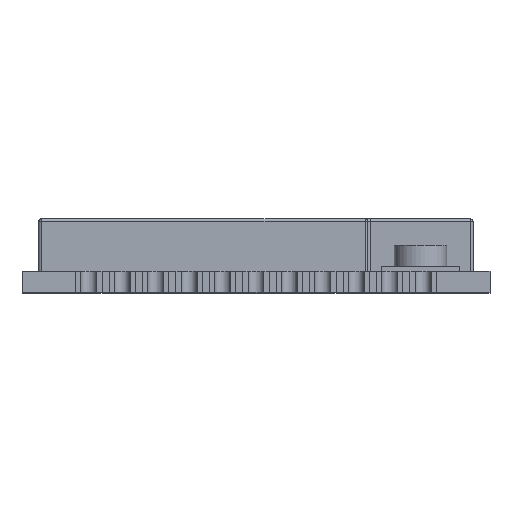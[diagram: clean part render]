
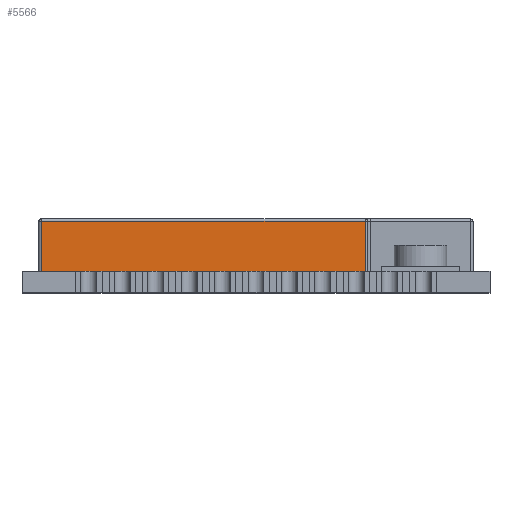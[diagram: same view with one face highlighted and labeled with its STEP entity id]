
A CAD part, top view. The second image highlights one B-rep face of the part: STEP entity #5566.
In plain terms, the highlighted planar face has unit normal (0, 0, 1).
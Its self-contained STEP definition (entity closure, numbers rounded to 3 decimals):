
#344=FACE_OUTER_BOUND('',#674,.T.);
#674=EDGE_LOOP('',(#4265,#4266,#4267,#4268));
#1163=LINE('',#8354,#1860);
#1168=LINE('',#8374,#1865);
#1188=LINE('',#8446,#1885);
#1198=LINE('',#8463,#1895);
#1860=VECTOR('',#6728,10.);
#1865=VECTOR('',#6749,10.);
#1885=VECTOR('',#6831,10.);
#1895=VECTOR('',#6853,10.);
#2470=VERTEX_POINT('',#8347);
#2472=VERTEX_POINT('',#8352);
#2475=VERTEX_POINT('',#8363);
#2478=VERTEX_POINT('',#8370);
#3084=EDGE_CURVE('',#2472,#2470,#1163,.T.);
#3094=EDGE_CURVE('',#2475,#2478,#1168,.T.);
#3131=EDGE_CURVE('',#2470,#2475,#1188,.T.);
#3141=EDGE_CURVE('',#2478,#2472,#1198,.T.);
#4265=ORIENTED_EDGE('',*,*,#3084,.F.);
#4266=ORIENTED_EDGE('',*,*,#3141,.F.);
#4267=ORIENTED_EDGE('',*,*,#3094,.F.);
#4268=ORIENTED_EDGE('',*,*,#3131,.F.);
#5266=PLANE('',#5969);
#5566=ADVANCED_FACE('',(#344),#5266,.T.);
#5969=AXIS2_PLACEMENT_3D('',#8467,#6859,#6860);
#6728=DIRECTION('',(0.,1.,0.));
#6749=DIRECTION('',(0.,-1.,0.));
#6831=DIRECTION('',(1.,0.,0.));
#6853=DIRECTION('',(-1.,0.,0.));
#6859=DIRECTION('center_axis',(0.,0.,1.));
#6860=DIRECTION('ref_axis',(1.,0.,0.));
#8347=CARTESIAN_POINT('',(16.85,2.7,-17.));
#8352=CARTESIAN_POINT('',(16.85,0.8,-17.));
#8354=CARTESIAN_POINT('',(16.85,0.8,-17.));
#8363=CARTESIAN_POINT('',(29.15,2.7,-17.));
#8370=CARTESIAN_POINT('',(29.15,0.8,-17.));
#8374=CARTESIAN_POINT('',(29.15,0.8,-17.));
#8446=CARTESIAN_POINT('',(20.875,2.7,-17.));
#8463=CARTESIAN_POINT('',(29.25,0.8,-17.));
#8467=CARTESIAN_POINT('Origin',(16.75,0.8,-17.));
